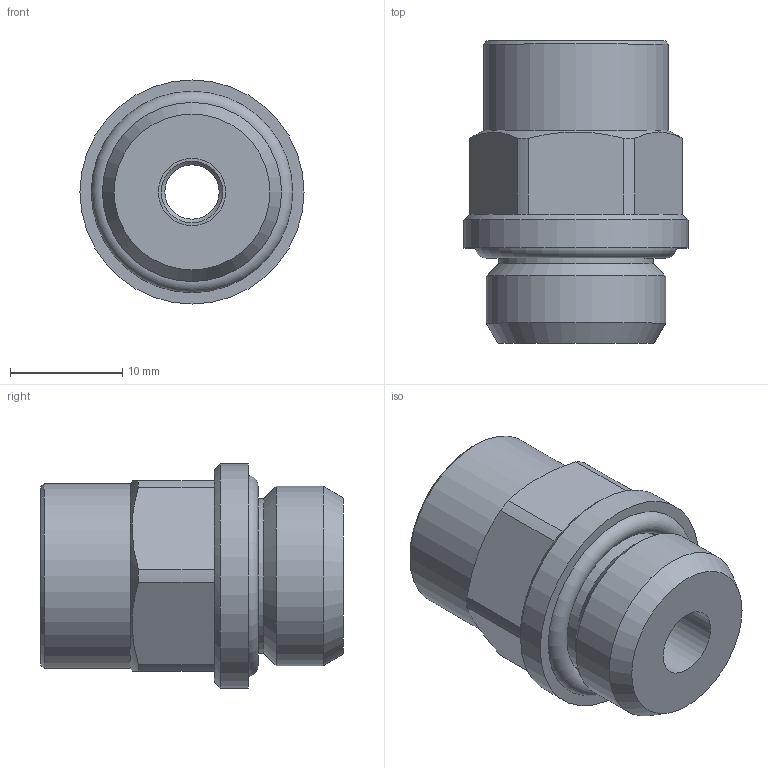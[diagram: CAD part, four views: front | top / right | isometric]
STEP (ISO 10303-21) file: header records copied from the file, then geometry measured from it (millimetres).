
FILE_DESCRIPTION(/* description */ ('STEP AP214'),/* implementation_level */ '2;1');
FILE_NAME(/* name */ 'T0020Q4S',/* time_stamp */ '2023-05-11T08:23:53+02:00',/* author */ ('License CC BY-ND 4.0'),/* organization */ ('CADENAS'),/* preprocessor_version */ 'ST-DEVELOPER v19.3',/* originating_system */ 'PARTsolutions',/* authorisation */ ' ');
FILE_SCHEMA (('AUTOMOTIVE_DESIGN {1 0 10303 214 3 1 1}'));
Length unit declared in the file: millimetre
Products named in the file (1): T0020Q4S
Bounding box: 20 x 27 x 20 mm (x, y, z)
Volume: 5003.6 mm3; surface area: 3303.6 mm2
Topology: 1 solids, 1 shells, 181 faces, 459 edges, 300 vertices
Faces by surface type: plane 82, bspline 72, cylinder 16, cone 8, torus 3
Full cylindrical faces by diameter (mm): 4.85 x1, 5.85 x1, 6 x1, 8.15 x2, 13.8 x1, 14 x1, 16 x1, 16.5 x1, 20 x1
Entity records: 10240 total; most frequent: CARTESIAN_POINT 5184, ORIENTED_EDGE 860, DIRECTION 546, EDGE_CURVE 430, VERTEX_POINT 292, LINE 234, VECTOR 234, EDGE_LOOP 224
